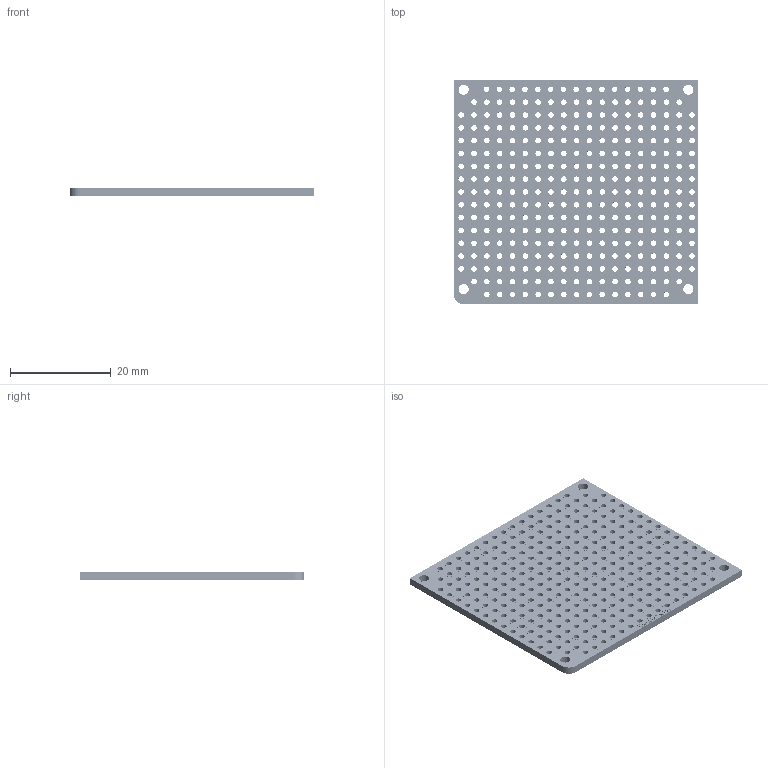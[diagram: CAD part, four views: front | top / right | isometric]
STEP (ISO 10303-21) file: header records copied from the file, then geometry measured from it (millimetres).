
FILE_DESCRIPTION(/* description */ (''),/* implementation_level */ '2;1');
FILE_NAME(/* name */ 'c4812194-b1e4-4e53-92ed-5dfcf48ace47.stp',/* time_stamp */ '2021-05-05T15:09:52+00:00',/* author */ (''),/* organization */ (''),/* preprocessor_version */ 'ST-DEVELOPER v18.1',/* originating_system */ 'Autodesk Translation Framework v10.6.0.1341',/* authorisation */ '');
FILE_SCHEMA (('AUTOMOTIVE_DESIGN { 1 0 10303 214 3 1 1 }'));
Products named in the file (1): ElectroCookie_PCB
Bounding box: 48.5 x 44.5 x 1.61 mm (x, y, z)
Volume: 2792.4 mm3; surface area: 9341 mm2
Topology: 432 solids, 432 shells, 2787 faces, 5712 edges, 3808 vertices
Faces by surface type: cylinder 1489, plane 1157, bspline 141
Full cylindrical faces by diameter (mm): 1.1 x948, 2 x332, 2.5 x8
Entity records: 78390 total; most frequent: DIRECTION 13702, CARTESIAN_POINT 13577, ORIENTED_EDGE 11424, EDGE_CURVE 5712, AXIS2_PLACEMENT_3D 5625, EDGE_LOOP 4726, VERTEX_POINT 3808, CIRCLE 2978
